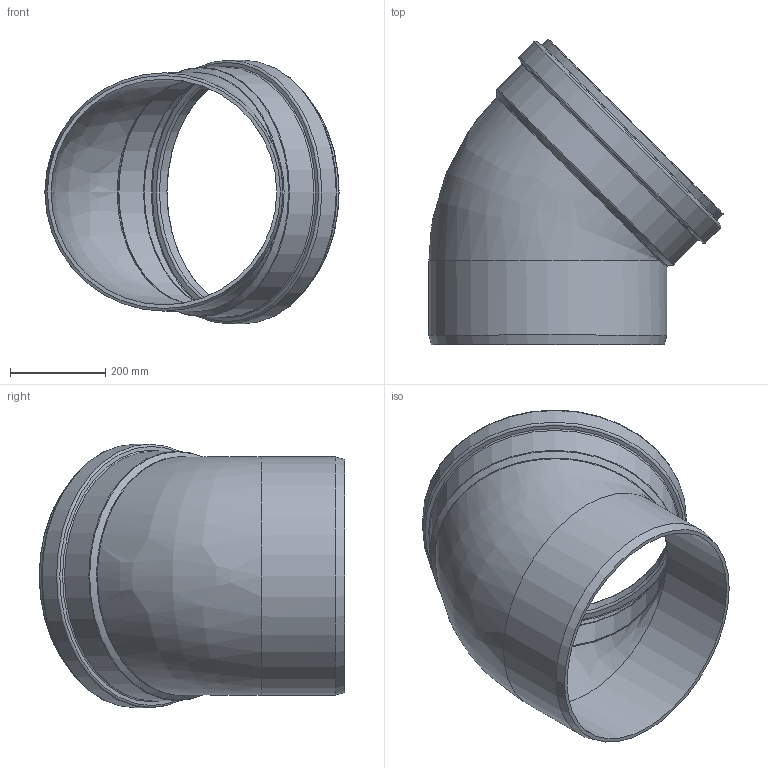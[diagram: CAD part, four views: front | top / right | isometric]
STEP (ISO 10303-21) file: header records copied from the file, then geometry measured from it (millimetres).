
FILE_DESCRIPTION(/* description */ (''),/* implementation_level */ '2;1');
FILE_NAME(/* name */ '227220z.stp',/* time_stamp */ '2023-11-10T11:35:43+01:00',/* author */ ('corinna'),/* organization */ (''),/* preprocessor_version */ 'ST-DEVELOPER v20',/* originating_system */ 'Autodesk Inventor 2024',/* authorisation */ '');
FILE_SCHEMA (('AUTOMOTIVE_DESIGN { 1 0 10303 214 3 1 1 }'));
Length unit declared in the file: millimetre
Products named in the file (1): 227220z
Bounding box: 618 x 642 x 553.6 mm (x, y, z)
Volume: 10285482.6 mm3; surface area: 1763566.6 mm2
Topology: 1 solids, 1 shells, 35 faces, 96 edges, 61 vertices
Faces by surface type: torus 13, cylinder 9, cone 7, bspline 4, plane 2
Full cylindrical faces by diameter (mm): 474 x2, 500 x1, 501.5 x2, 520.5 x1, 523.7 x1, 534.6 x1, 553.6 x1
Entity records: 1766 total; most frequent: CARTESIAN_POINT 796, DIRECTION 224, ORIENTED_EDGE 188, AXIS2_PLACEMENT_3D 104, EDGE_CURVE 94, CIRCLE 72, VERTEX_POINT 61, EDGE_LOOP 37
